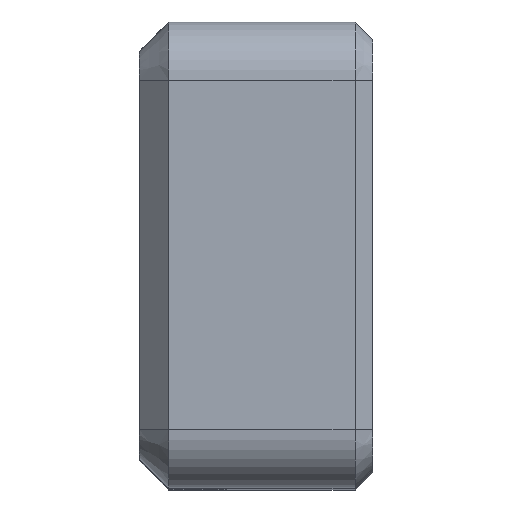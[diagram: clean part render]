
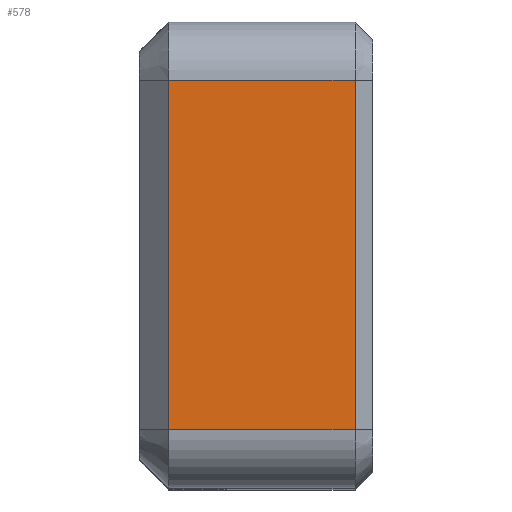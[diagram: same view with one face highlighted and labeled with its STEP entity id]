
A CAD part, top view. The second image highlights one B-rep face of the part: STEP entity #578.
In plain terms, the highlighted planar face has unit normal (0, 0, 1).
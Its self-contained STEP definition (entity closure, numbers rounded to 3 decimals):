
#18=PLANE('',#639);
#54=FACE_OUTER_BOUND('',#90,.T.);
#90=EDGE_LOOP('',(#419,#420,#421,#422));
#129=LINE('',#913,#183);
#131=LINE('',#922,#185);
#133=LINE('',#928,#187);
#134=LINE('',#929,#188);
#183=VECTOR('',#722,10.);
#185=VECTOR('',#732,10.);
#187=VECTOR('',#738,10.);
#188=VECTOR('',#739,10.);
#265=VERTEX_POINT('',#900);
#269=VERTEX_POINT('',#909);
#273=VERTEX_POINT('',#921);
#275=VERTEX_POINT('',#927);
#323=EDGE_CURVE('',#265,#269,#129,.T.);
#327=EDGE_CURVE('',#269,#273,#131,.T.);
#330=EDGE_CURVE('',#275,#265,#133,.T.);
#331=EDGE_CURVE('',#273,#275,#134,.T.);
#419=ORIENTED_EDGE('',*,*,#323,.F.);
#420=ORIENTED_EDGE('',*,*,#330,.F.);
#421=ORIENTED_EDGE('',*,*,#331,.F.);
#422=ORIENTED_EDGE('',*,*,#327,.F.);
#578=ADVANCED_FACE('',(#54),#18,.T.);
#639=AXIS2_PLACEMENT_3D('',#926,#736,#737);
#722=DIRECTION('',(0.,-1.,0.));
#732=DIRECTION('',(-1.,0.,0.));
#736=DIRECTION('center_axis',(0.,0.,
1.));
#737=DIRECTION('ref_axis',(0.,-1.,0.));
#738=DIRECTION('',(1.,0.,0.));
#739=DIRECTION('',(0.,1.,0.));
#900=CARTESIAN_POINT('',(244.2,-204.488,2.829));
#909=CARTESIAN_POINT('',(244.2,-210.488,2.829));
#913=CARTESIAN_POINT('',(244.2,-205.488,2.829));
#921=CARTESIAN_POINT('',(241.,-210.488,2.829));
#922=CARTESIAN_POINT('',(240.5,-210.488,2.829));
#926=CARTESIAN_POINT('Origin',(240.5,-203.488,2.829));
#927=CARTESIAN_POINT('',(241.,-204.488,2.829));
#928=CARTESIAN_POINT('',(240.5,-204.488,2.829));
#929=CARTESIAN_POINT('',(241.,-205.488,2.829));
